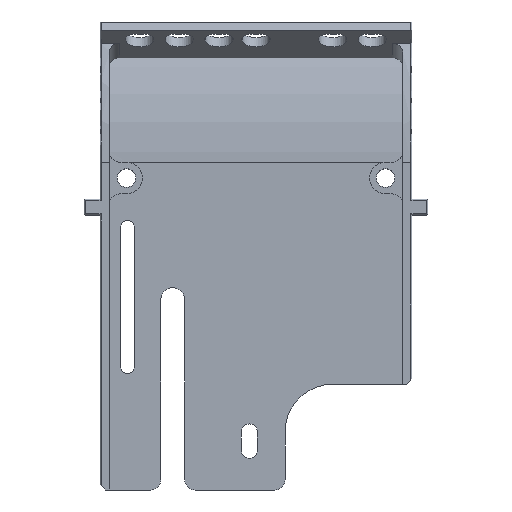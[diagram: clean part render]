
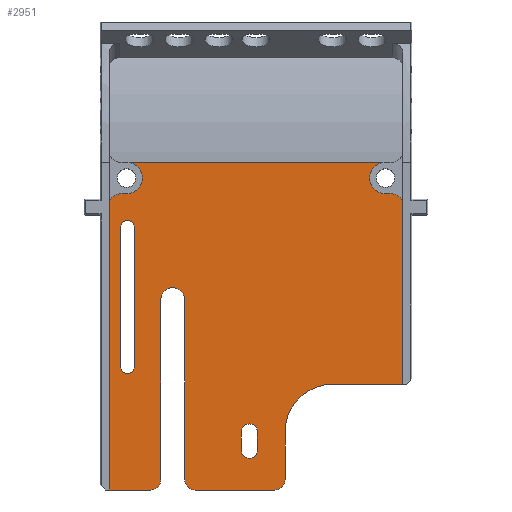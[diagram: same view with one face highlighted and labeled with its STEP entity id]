
A CAD part, front view. The second image highlights one B-rep face of the part: STEP entity #2951.
In plain terms, the highlighted planar face has unit normal (0, -1, 0).
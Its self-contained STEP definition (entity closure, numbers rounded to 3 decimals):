
#39=FACE_BOUND('',#430,.T.);
#40=FACE_BOUND('',#431,.T.);
#124=PLANE('',#3216);
#258=FACE_OUTER_BOUND('',#429,.T.);
#429=EDGE_LOOP('',(#2345,#2346,#2347,#2348,#2349,#2350,#2351,#2352,#2353,
#2354,#2355,#2356,#2357,#2358,#2359,#2360,#2361,#2362,#2363,#2364));
#430=EDGE_LOOP('',(#2365,#2366,#2367,#2368));
#431=EDGE_LOOP('',(#2369,#2370,#2371,#2372));
#566=LINE('',#4387,#858);
#589=LINE('',#4458,#881);
#698=LINE('',#4742,#990);
#700=LINE('',#4746,#992);
#701=LINE('',#4750,#993);
#702=LINE('',#4754,#994);
#703=LINE('',#4756,#995);
#704=LINE('',#4760,#996);
#705=LINE('',#4764,#997);
#706=LINE('',#4768,#998);
#707=LINE('',#4772,#999);
#708=LINE('',#4774,#1000);
#709=LINE('',#4778,#1001);
#710=LINE('',#4782,#1002);
#711=LINE('',#4784,#1003);
#858=VECTOR('',#3522,10.);
#881=VECTOR('',#3583,10.);
#990=VECTOR('',#3866,10.);
#992=VECTOR('',#3870,10.);
#993=VECTOR('',#3873,10.);
#994=VECTOR('',#3876,10.);
#995=VECTOR('',#3877,10.);
#996=VECTOR('',#3880,10.);
#997=VECTOR('',#3883,10.);
#998=VECTOR('',#3886,10.);
#999=VECTOR('',#3889,10.);
#1000=VECTOR('',#3890,10.);
#1001=VECTOR('',#3893,10.);
#1002=VECTOR('',#3898,10.);
#1003=VECTOR('',#3899,10.);
#1143=CIRCLE('',#3108,1.3);
#1155=CIRCLE('',#3127,1.5);
#1186=CIRCLE('',#3214,2.);
#1187=CIRCLE('',#3217,2.);
#1188=CIRCLE('',#3218,9.);
#1189=CIRCLE('',#3219,2.);
#1190=CIRCLE('',#3220,3.);
#1191=CIRCLE('',#3221,3.);
#1192=CIRCLE('',#3222,2.);
#1193=CIRCLE('',#3223,2.);
#1194=CIRCLE('',#3224,2.25);
#1195=CIRCLE('',#3225,1.5);
#1196=CIRCLE('',#3226,1.3);
#1286=VERTEX_POINT('',#4379);
#1287=VERTEX_POINT('',#4381);
#1288=VERTEX_POINT('',#4385);
#1315=VERTEX_POINT('',#4450);
#1316=VERTEX_POINT('',#4452);
#1317=VERTEX_POINT('',#4456);
#1403=VERTEX_POINT('',#4735);
#1404=VERTEX_POINT('',#4737);
#1405=VERTEX_POINT('',#4741);
#1406=VERTEX_POINT('',#4745);
#1407=VERTEX_POINT('',#4747);
#1408=VERTEX_POINT('',#4749);
#1409=VERTEX_POINT('',#4751);
#1410=VERTEX_POINT('',#4753);
#1411=VERTEX_POINT('',#4755);
#1412=VERTEX_POINT('',#4757);
#1413=VERTEX_POINT('',#4759);
#1414=VERTEX_POINT('',#4761);
#1415=VERTEX_POINT('',#4763);
#1416=VERTEX_POINT('',#4765);
#1417=VERTEX_POINT('',#4767);
#1418=VERTEX_POINT('',#4769);
#1419=VERTEX_POINT('',#4771);
#1420=VERTEX_POINT('',#4773);
#1421=VERTEX_POINT('',#4775);
#1422=VERTEX_POINT('',#4777);
#1423=VERTEX_POINT('',#4780);
#1424=VERTEX_POINT('',#4783);
#1585=EDGE_CURVE('',#1287,#1286,#1143,.T.);
#1588=EDGE_CURVE('',#1286,#1288,#566,.T.);
#1620=EDGE_CURVE('',#1316,#1315,#1155,.T.);
#1623=EDGE_CURVE('',#1315,#1317,#589,.T.);
#1761=EDGE_CURVE('',#1403,#1404,#1186,.T.);
#1763=EDGE_CURVE('',#1405,#1404,#698,.T.);
#1765=EDGE_CURVE('',#1406,#1403,#700,.T.);
#1766=EDGE_CURVE('',#1407,#1406,#1187,.T.);
#1767=EDGE_CURVE('',#1408,#1407,#701,.T.);
#1768=EDGE_CURVE('',#1409,#1408,#1188,.T.);
#1769=EDGE_CURVE('',#1410,#1409,#702,.T.);
#1770=EDGE_CURVE('',#1411,#1410,#703,.T.);
#1771=EDGE_CURVE('',#1411,#1412,#1189,.T.);
#1772=EDGE_CURVE('',#1412,#1413,#704,.T.);
#1773=EDGE_CURVE('',#1413,#1414,#1190,.T.);
#1774=EDGE_CURVE('',#1414,#1415,#705,.T.);
#1775=EDGE_CURVE('',#1415,#1416,#1191,.T.);
#1776=EDGE_CURVE('',#1416,#1417,#706,.T.);
#1777=EDGE_CURVE('',#1417,#1418,#1192,.T.);
#1778=EDGE_CURVE('',#1418,#1419,#707,.F.);
#1779=EDGE_CURVE('',#1420,#1419,#708,.T.);
#1780=EDGE_CURVE('',#1421,#1420,#1193,.T.);
#1781=EDGE_CURVE('',#1421,#1422,#709,.T.);
#1782=EDGE_CURVE('',#1422,#1405,#1194,.T.);
#1783=EDGE_CURVE('',#1317,#1423,#1195,.T.);
#1784=EDGE_CURVE('',#1423,#1316,#710,.T.);
#1785=EDGE_CURVE('',#1424,#1287,#711,.T.);
#1786=EDGE_CURVE('',#1288,#1424,#1196,.T.);
#2345=ORIENTED_EDGE('',*,*,#1761,.F.);
#2346=ORIENTED_EDGE('',*,*,#1765,.F.);
#2347=ORIENTED_EDGE('',*,*,#1766,.F.);
#2348=ORIENTED_EDGE('',*,*,#1767,.F.);
#2349=ORIENTED_EDGE('',*,*,#1768,.F.);
#2350=ORIENTED_EDGE('',*,*,#1769,.F.);
#2351=ORIENTED_EDGE('',*,*,#1770,.F.);
#2352=ORIENTED_EDGE('',*,*,#1771,.T.);
#2353=ORIENTED_EDGE('',*,*,#1772,.T.);
#2354=ORIENTED_EDGE('',*,*,#1773,.T.);
#2355=ORIENTED_EDGE('',*,*,#1774,.T.);
#2356=ORIENTED_EDGE('',*,*,#1775,.T.);
#2357=ORIENTED_EDGE('',*,*,#1776,.T.);
#2358=ORIENTED_EDGE('',*,*,#1777,.T.);
#2359=ORIENTED_EDGE('',*,*,#1778,.T.);
#2360=ORIENTED_EDGE('',*,*,#1779,.F.);
#2361=ORIENTED_EDGE('',*,*,#1780,.F.);
#2362=ORIENTED_EDGE('',*,*,#1781,.T.);
#2363=ORIENTED_EDGE('',*,*,#1782,.T.);
#2364=ORIENTED_EDGE('',*,*,#1763,.T.);
#2365=ORIENTED_EDGE('',*,*,#1623,.T.);
#2366=ORIENTED_EDGE('',*,*,#1783,.T.);
#2367=ORIENTED_EDGE('',*,*,#1784,.T.);
#2368=ORIENTED_EDGE('',*,*,#1620,.T.);
#2369=ORIENTED_EDGE('',*,*,#1785,.T.);
#2370=ORIENTED_EDGE('',*,*,#1585,.T.);
#2371=ORIENTED_EDGE('',*,*,#1588,.T.);
#2372=ORIENTED_EDGE('',*,*,#1786,.T.);
#2951=ADVANCED_FACE('',(#258,#39,#40),#124,.F.);
#3108=AXIS2_PLACEMENT_3D('',#4382,#3516,#3517);
#3127=AXIS2_PLACEMENT_3D('',#4453,#3577,#3578);
#3214=AXIS2_PLACEMENT_3D('',#4738,#3861,#3862);
#3216=AXIS2_PLACEMENT_3D('',#4744,#3868,#3869);
#3217=AXIS2_PLACEMENT_3D('',#4748,#3871,#3872);
#3218=AXIS2_PLACEMENT_3D('',#4752,#3874,#3875);
#3219=AXIS2_PLACEMENT_3D('',#4758,#3878,#3879);
#3220=AXIS2_PLACEMENT_3D('',#4762,#3881,#3882);
#3221=AXIS2_PLACEMENT_3D('',#4766,#3884,#3885);
#3222=AXIS2_PLACEMENT_3D('',#4770,#3887,#3888);
#3223=AXIS2_PLACEMENT_3D('',#4776,#3891,#3892);
#3224=AXIS2_PLACEMENT_3D('',#4779,#3894,#3895);
#3225=AXIS2_PLACEMENT_3D('',#4781,#3896,#3897);
#3226=AXIS2_PLACEMENT_3D('',#4785,#3900,#3901);
#3516=DIRECTION('center_axis',(0.,1.,0.));
#3517=DIRECTION('ref_axis',(-1.,0.,0.));
#3522=DIRECTION('',(0.,0.,-1.));
#3577=DIRECTION('center_axis',(0.,1.,0.));
#3578=DIRECTION('ref_axis',(0.,0.,-1.));
#3583=DIRECTION('',(0.,0.,1.));
#3861=DIRECTION('center_axis',(0.,1.,0.));
#3862=DIRECTION('ref_axis',(-0.707,0.,-0.707));
#3866=DIRECTION('',(0.,0.,-1.));
#3868=DIRECTION('center_axis',(0.,1.,0.));
#3869=DIRECTION('ref_axis',(1.,0.,0.));
#3870=DIRECTION('',(-1.,0.,0.));
#3871=DIRECTION('center_axis',(0.,1.,0.));
#3872=DIRECTION('ref_axis',(0.707,0.,-0.707));
#3873=DIRECTION('',(0.,0.,-1.));
#3874=DIRECTION('center_axis',(0.,-1.,0.));
#3875=DIRECTION('ref_axis',(-1.,0.,0.));
#3876=DIRECTION('',(-1.,0.,0.));
#3877=DIRECTION('',(0.,0.,-1.));
#3878=DIRECTION('center_axis',(0.,-1.,0.));
#3879=DIRECTION('ref_axis',(0.707,0.,0.707));
#3880=DIRECTION('',(-1.,0.,0.));
#3881=DIRECTION('center_axis',(0.,1.,0.));
#3882=DIRECTION('ref_axis',(-1.,0.,0.));
#3883=DIRECTION('',(-1.,0.,0.));
#3884=DIRECTION('center_axis',(0.,1.,0.));
#3885=DIRECTION('ref_axis',(-1.,0.,0.));
#3886=DIRECTION('',(-1.,0.,0.));
#3887=DIRECTION('center_axis',(0.,-1.,0.));
#3888=DIRECTION('ref_axis',(-0.707,0.,0.707));
#3889=DIRECTION('',(0.,0.,1.));
#3890=DIRECTION('',(-1.,0.,0.));
#3891=DIRECTION('center_axis',(0.,1.,0.));
#3892=DIRECTION('ref_axis',(0.707,0.,-0.707));
#3893=DIRECTION('',(0.,0.,1.));
#3894=DIRECTION('center_axis',(0.,1.,0.));
#3895=DIRECTION('ref_axis',(-1.,0.,0.));
#3896=DIRECTION('center_axis',(0.,1.,0.));
#3897=DIRECTION('ref_axis',(-1.,0.,0.));
#3898=DIRECTION('',(0.,0.,-1.));
#3899=DIRECTION('',(0.,0.,1.));
#3900=DIRECTION('center_axis',(0.,1.,0.));
#3901=DIRECTION('ref_axis',(1.,0.,0.));
#4379=CARTESIAN_POINT('',(-50.5,20.5,-12.3));
#4381=CARTESIAN_POINT('',(-53.1,20.5,-12.3));
#4382=CARTESIAN_POINT('Origin',(-51.8,20.5,-12.3));
#4385=CARTESIAN_POINT('',(-50.5,20.5,-38.7));
#4387=CARTESIAN_POINT('',(-50.5,20.5,-19.35));
#4450=CARTESIAN_POINT('',(-30.25,20.5,-54.5));
#4452=CARTESIAN_POINT('',(-27.25,20.5,-54.5));
#4453=CARTESIAN_POINT('Origin',(-28.75,20.5,-54.5));
#4456=CARTESIAN_POINT('',(-30.25,20.5,-51.));
#4458=CARTESIAN_POINT('',(-30.25,20.5,-25.5));
#4735=CARTESIAN_POINT('',(-39.,20.5,-62.));
#4737=CARTESIAN_POINT('',(-41.,20.5,-60.));
#4738=CARTESIAN_POINT('Origin',(-39.,20.5,-60.));
#4741=CARTESIAN_POINT('',(-41.,20.5,-26.));
#4742=CARTESIAN_POINT('',(-41.,20.5,-31.));
#4744=CARTESIAN_POINT('Origin',(-55.,20.5,0.));
#4745=CARTESIAN_POINT('',(-24.,20.5,-62.));
#4746=CARTESIAN_POINT('',(-38.5,20.5,-62.));
#4747=CARTESIAN_POINT('',(-22.,20.5,-60.));
#4748=CARTESIAN_POINT('Origin',(-24.,20.5,-60.));
#4749=CARTESIAN_POINT('',(-22.,20.5,-51.));
#4750=CARTESIAN_POINT('',(-22.,20.5,-25.5));
#4751=CARTESIAN_POINT('',(-13.,20.5,-42.));
#4752=CARTESIAN_POINT('Origin',(-13.,20.5,-51.));
#4753=CARTESIAN_POINT('',(0.25,20.5,-42.));
#4754=CARTESIAN_POINT('',(-26.5,20.5,-42.));
#4755=CARTESIAN_POINT('',(0.25,20.5,-8.));
#4756=CARTESIAN_POINT('',(0.25,20.5,0.));
#4757=CARTESIAN_POINT('',(-1.75,20.5,-6.));
#4758=CARTESIAN_POINT('Origin',(-1.75,20.5,-8.));
#4759=CARTESIAN_POINT('',(-3.,20.5,-6.));
#4760=CARTESIAN_POINT('',(-27.5,20.5,-6.));
#4761=CARTESIAN_POINT('',(-3.,20.5,0.));
#4762=CARTESIAN_POINT('Origin',(-3.,20.5,-3.));
#4763=CARTESIAN_POINT('',(-52.,20.5,0.));
#4764=CARTESIAN_POINT('',(-27.5,20.5,0.));
#4765=CARTESIAN_POINT('',(-52.,20.5,-6.));
#4766=CARTESIAN_POINT('Origin',(-52.,20.5,-3.));
#4767=CARTESIAN_POINT('',(-53.25,20.5,-6.));
#4768=CARTESIAN_POINT('',(-53.5,20.5,-6.));
#4769=CARTESIAN_POINT('',(-55.25,20.5,-8.));
#4770=CARTESIAN_POINT('Origin',(-53.25,20.5,-8.));
#4771=CARTESIAN_POINT('',(-55.25,20.5,-62.));
#4772=CARTESIAN_POINT('',(-55.25,20.5,0.));
#4773=CARTESIAN_POINT('',(-47.5,20.5,-62.));
#4774=CARTESIAN_POINT('',(-38.5,20.5,-62.));
#4775=CARTESIAN_POINT('',(-45.5,20.5,-60.));
#4776=CARTESIAN_POINT('Origin',(-47.5,20.5,-60.));
#4777=CARTESIAN_POINT('',(-45.5,20.5,-26.));
#4778=CARTESIAN_POINT('',(-45.5,20.5,-13.));
#4779=CARTESIAN_POINT('Origin',(-43.25,20.5,-26.));
#4780=CARTESIAN_POINT('',(-27.25,20.5,-51.));
#4781=CARTESIAN_POINT('Origin',(-28.75,20.5,-51.));
#4782=CARTESIAN_POINT('',(-27.25,20.5,-27.25));
#4783=CARTESIAN_POINT('',(-53.1,20.5,-38.7));
#4784=CARTESIAN_POINT('',(-53.1,20.5,-6.15));
#4785=CARTESIAN_POINT('Origin',(-51.8,20.5,-38.7));
